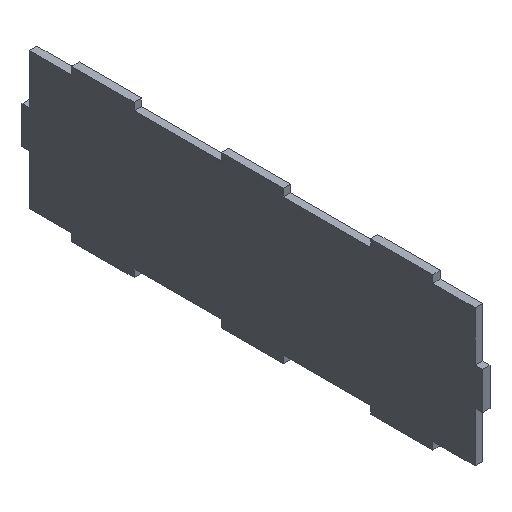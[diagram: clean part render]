
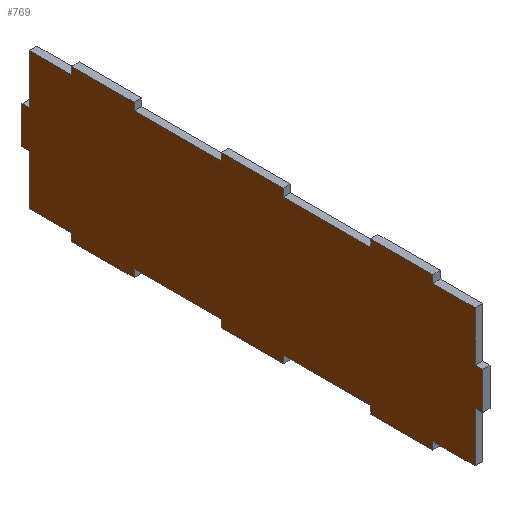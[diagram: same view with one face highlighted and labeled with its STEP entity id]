
A CAD part, isometric view. The second image highlights one B-rep face of the part: STEP entity #769.
In plain terms, the highlighted planar face has unit normal (-1, 0, 0).
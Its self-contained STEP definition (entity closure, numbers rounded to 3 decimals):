
#43=FACE_OUTER_BOUND('',#81,.T.);
#81=EDGE_LOOP('',(#631,#632,#633,#634,#635,#636,#637,#638,#639,#640,#641,
#642,#643,#644,#645,#646,#647,#648,#649,#650,#651,#652,#653,#654,#655,#656,
#657,#658,#659,#660,#661,#662,#663,#664,#665,#666));
#91=LINE('',#1021,#199);
#95=LINE('',#1029,#203);
#98=LINE('',#1035,#206);
#101=LINE('',#1042,#209);
#105=LINE('',#1050,#213);
#108=LINE('',#1056,#216);
#111=LINE('',#1063,#219);
#115=LINE('',#1071,#223);
#118=LINE('',#1078,#226);
#122=LINE('',#1086,#230);
#125=LINE('',#1091,#233);
#127=LINE('',#1094,#235);
#130=LINE('',#1098,#238);
#154=LINE('',#1147,#262);
#156=LINE('',#1152,#264);
#159=LINE('',#1158,#267);
#162=LINE('',#1162,#270);
#163=LINE('',#1166,#271);
#166=LINE('',#1172,#274);
#169=LINE('',#1176,#277);
#170=LINE('',#1180,#278);
#173=LINE('',#1185,#281);
#175=LINE('',#1190,#283);
#178=LINE('',#1195,#286);
#180=LINE('',#1198,#288);
#181=LINE('',#1200,#289);
#182=LINE('',#1202,#290);
#183=LINE('',#1205,#291);
#184=LINE('',#1207,#292);
#185=LINE('',#1209,#293);
#186=LINE('',#1211,#294);
#187=LINE('',#1212,#295);
#188=LINE('',#1214,#296);
#189=LINE('',#1216,#297);
#190=LINE('',#1218,#298);
#191=LINE('',#1219,#299);
#199=VECTOR('',#835,10.);
#203=VECTOR('',#841,10.);
#206=VECTOR('',#846,10.);
#209=VECTOR('',#851,10.);
#213=VECTOR('',#857,10.);
#216=VECTOR('',#862,10.);
#219=VECTOR('',#867,10.);
#223=VECTOR('',#873,10.);
#226=VECTOR('',#878,10.);
#230=VECTOR('',#884,10.);
#233=VECTOR('',#889,10.);
#235=VECTOR('',#893,10.);
#238=VECTOR('',#898,10.);
#262=VECTOR('',#926,10.);
#264=VECTOR('',#930,10.);
#267=VECTOR('',#935,10.);
#270=VECTOR('',#940,10.);
#271=VECTOR('',#943,10.);
#274=VECTOR('',#948,10.);
#277=VECTOR('',#953,10.);
#278=VECTOR('',#956,10.);
#281=VECTOR('',#961,10.);
#283=VECTOR('',#965,10.);
#286=VECTOR('',#970,10.);
#288=VECTOR('',#974,10.);
#289=VECTOR('',#977,10.);
#290=VECTOR('',#980,10.);
#291=VECTOR('',#983,10.);
#292=VECTOR('',#984,10.);
#293=VECTOR('',#985,10.);
#294=VECTOR('',#986,10.);
#295=VECTOR('',#987,10.);
#296=VECTOR('',#988,10.);
#297=VECTOR('',#989,10.);
#298=VECTOR('',#990,10.);
#299=VECTOR('',#991,10.);
#307=VERTEX_POINT('',#1019);
#308=VERTEX_POINT('',#1020);
#311=VERTEX_POINT('',#1028);
#313=VERTEX_POINT('',#1034);
#315=VERTEX_POINT('',#1040);
#316=VERTEX_POINT('',#1041);
#319=VERTEX_POINT('',#1049);
#321=VERTEX_POINT('',#1055);
#323=VERTEX_POINT('',#1061);
#324=VERTEX_POINT('',#1062);
#327=VERTEX_POINT('',#1070);
#329=VERTEX_POINT('',#1076);
#330=VERTEX_POINT('',#1077);
#333=VERTEX_POINT('',#1085);
#357=VERTEX_POINT('',#1146);
#358=VERTEX_POINT('',#1150);
#359=VERTEX_POINT('',#1151);
#360=VERTEX_POINT('',#1156);
#361=VERTEX_POINT('',#1157);
#362=VERTEX_POINT('',#1164);
#363=VERTEX_POINT('',#1165);
#364=VERTEX_POINT('',#1170);
#365=VERTEX_POINT('',#1171);
#366=VERTEX_POINT('',#1178);
#367=VERTEX_POINT('',#1179);
#368=VERTEX_POINT('',#1184);
#369=VERTEX_POINT('',#1188);
#370=VERTEX_POINT('',#1189);
#371=VERTEX_POINT('',#1194);
#372=VERTEX_POINT('',#1204);
#373=VERTEX_POINT('',#1206);
#374=VERTEX_POINT('',#1208);
#375=VERTEX_POINT('',#1210);
#376=VERTEX_POINT('',#1213);
#377=VERTEX_POINT('',#1215);
#378=VERTEX_POINT('',#1217);
#379=EDGE_CURVE('',#307,#308,#91,.T.);
#383=EDGE_CURVE('',#311,#307,#95,.T.);
#386=EDGE_CURVE('',#313,#311,#98,.T.);
#389=EDGE_CURVE('',#315,#316,#101,.T.);
#393=EDGE_CURVE('',#319,#315,#105,.T.);
#396=EDGE_CURVE('',#321,#319,#108,.T.);
#399=EDGE_CURVE('',#323,#324,#111,.T.);
#403=EDGE_CURVE('',#324,#327,#115,.T.);
#406=EDGE_CURVE('',#329,#330,#118,.T.);
#410=EDGE_CURVE('',#333,#329,#122,.T.);
#413=EDGE_CURVE('',#330,#321,#125,.T.);
#415=EDGE_CURVE('',#316,#313,#127,.T.);
#418=EDGE_CURVE('',#308,#323,#130,.T.);
#442=EDGE_CURVE('',#357,#333,#154,.T.);
#444=EDGE_CURVE('',#358,#359,#156,.T.);
#447=EDGE_CURVE('',#360,#361,#159,.T.);
#450=EDGE_CURVE('',#361,#358,#162,.T.);
#451=EDGE_CURVE('',#362,#363,#163,.T.);
#454=EDGE_CURVE('',#364,#365,#166,.T.);
#457=EDGE_CURVE('',#365,#362,#169,.T.);
#458=EDGE_CURVE('',#366,#367,#170,.T.);
#461=EDGE_CURVE('',#368,#366,#173,.T.);
#463=EDGE_CURVE('',#369,#370,#175,.T.);
#466=EDGE_CURVE('',#371,#369,#178,.T.);
#468=EDGE_CURVE('',#363,#371,#180,.T.);
#469=EDGE_CURVE('',#359,#364,#181,.T.);
#470=EDGE_CURVE('',#367,#360,#182,.T.);
#471=EDGE_CURVE('',#327,#372,#183,.T.);
#472=EDGE_CURVE('',#372,#373,#184,.T.);
#473=EDGE_CURVE('',#373,#374,#185,.T.);
#474=EDGE_CURVE('',#374,#375,#186,.T.);
#475=EDGE_CURVE('',#375,#368,#187,.T.);
#476=EDGE_CURVE('',#370,#376,#188,.T.);
#477=EDGE_CURVE('',#376,#377,#189,.T.);
#478=EDGE_CURVE('',#377,#378,#190,.T.);
#479=EDGE_CURVE('',#378,#357,#191,.T.);
#631=ORIENTED_EDGE('',*,*,#379,.T.);
#632=ORIENTED_EDGE('',*,*,#418,.T.);
#633=ORIENTED_EDGE('',*,*,#399,.T.);
#634=ORIENTED_EDGE('',*,*,#403,.T.);
#635=ORIENTED_EDGE('',*,*,#471,.T.);
#636=ORIENTED_EDGE('',*,*,#472,.T.);
#637=ORIENTED_EDGE('',*,*,#473,.T.);
#638=ORIENTED_EDGE('',*,*,#474,.T.);
#639=ORIENTED_EDGE('',*,*,#475,.T.);
#640=ORIENTED_EDGE('',*,*,#461,.T.);
#641=ORIENTED_EDGE('',*,*,#458,.T.);
#642=ORIENTED_EDGE('',*,*,#470,.T.);
#643=ORIENTED_EDGE('',*,*,#447,.T.);
#644=ORIENTED_EDGE('',*,*,#450,.T.);
#645=ORIENTED_EDGE('',*,*,#444,.T.);
#646=ORIENTED_EDGE('',*,*,#469,.T.);
#647=ORIENTED_EDGE('',*,*,#454,.T.);
#648=ORIENTED_EDGE('',*,*,#457,.T.);
#649=ORIENTED_EDGE('',*,*,#451,.T.);
#650=ORIENTED_EDGE('',*,*,#468,.T.);
#651=ORIENTED_EDGE('',*,*,#466,.T.);
#652=ORIENTED_EDGE('',*,*,#463,.T.);
#653=ORIENTED_EDGE('',*,*,#476,.T.);
#654=ORIENTED_EDGE('',*,*,#477,.T.);
#655=ORIENTED_EDGE('',*,*,#478,.T.);
#656=ORIENTED_EDGE('',*,*,#479,.T.);
#657=ORIENTED_EDGE('',*,*,#442,.T.);
#658=ORIENTED_EDGE('',*,*,#410,.T.);
#659=ORIENTED_EDGE('',*,*,#406,.T.);
#660=ORIENTED_EDGE('',*,*,#413,.T.);
#661=ORIENTED_EDGE('',*,*,#396,.T.);
#662=ORIENTED_EDGE('',*,*,#393,.T.);
#663=ORIENTED_EDGE('',*,*,#389,.T.);
#664=ORIENTED_EDGE('',*,*,#415,.T.);
#665=ORIENTED_EDGE('',*,*,#386,.T.);
#666=ORIENTED_EDGE('',*,*,#383,.T.);
#731=PLANE('',#821);
#769=ADVANCED_FACE('',(#43),#731,.F.);
#821=AXIS2_PLACEMENT_3D('',#1203,#981,#982);
#835=DIRECTION('',(0.,0.,1.));
#841=DIRECTION('',(0.,1.,0.));
#846=DIRECTION('',(0.,0.,-1.));
#851=DIRECTION('',(0.,0.,1.));
#857=DIRECTION('',(0.,1.,0.));
#862=DIRECTION('',(0.,0.,-1.));
#867=DIRECTION('',(0.,0.,-1.));
#873=DIRECTION('',(0.,1.,0.));
#878=DIRECTION('',(0.,0.,1.));
#884=DIRECTION('',(0.,1.,0.));
#889=DIRECTION('',(0.,1.,0.));
#893=DIRECTION('',(0.,1.,0.));
#898=DIRECTION('',(0.,1.,0.));
#926=DIRECTION('',(0.,0.,1.));
#930=DIRECTION('',(0.,0.,-1.));
#935=DIRECTION('',(0.,0.,1.));
#940=DIRECTION('',(0.,-1.,0.));
#943=DIRECTION('',(0.,0.,-1.));
#948=DIRECTION('',(0.,0.,1.));
#953=DIRECTION('',(0.,-1.,0.));
#956=DIRECTION('',(0.,0.,-1.));
#961=DIRECTION('',(0.,-1.,0.));
#965=DIRECTION('',(0.,-1.,0.));
#970=DIRECTION('',(0.,0.,1.));
#974=DIRECTION('',(0.,-1.,0.));
#977=DIRECTION('',(0.,-1.,0.));
#980=DIRECTION('',(0.,-1.,0.));
#981=DIRECTION('center_axis',(1.,0.,0.));
#982=DIRECTION('ref_axis',(0.,1.,0.));
#983=DIRECTION('',(0.,0.,-1.));
#984=DIRECTION('',(0.,1.,0.));
#985=DIRECTION('',(0.,0.,-1.));
#986=DIRECTION('',(0.,-1.,0.));
#987=DIRECTION('',(0.,0.,-1.));
#988=DIRECTION('',(0.,0.,1.));
#989=DIRECTION('',(0.,-1.,0.));
#990=DIRECTION('',(0.,0.,1.));
#991=DIRECTION('',(0.,1.,0.));
#1019=CARTESIAN_POINT('',(0.,47.5,27.5));
#1020=CARTESIAN_POINT('',(0.,47.5,30.5));
#1021=CARTESIAN_POINT('',(0.,47.5,13.75));
#1028=CARTESIAN_POINT('',(0.,12.5,27.5));
#1029=CARTESIAN_POINT('',(0.,6.25,27.5));
#1034=CARTESIAN_POINT('',(0.,12.5,30.5));
#1035=CARTESIAN_POINT('',(0.,12.5,15.25));
#1040=CARTESIAN_POINT('',(0.,-12.5,27.5));
#1041=CARTESIAN_POINT('',(0.,-12.5,30.5));
#1042=CARTESIAN_POINT('',(0.,-12.5,13.75));
#1049=CARTESIAN_POINT('',(0.,-47.5,27.5));
#1050=CARTESIAN_POINT('',(0.,-23.75,27.5));
#1055=CARTESIAN_POINT('',(0.,-47.5,30.5));
#1056=CARTESIAN_POINT('',(0.,-47.5,15.25));
#1061=CARTESIAN_POINT('',(0.,72.5,30.5));
#1062=CARTESIAN_POINT('',(0.,72.5,27.5));
#1063=CARTESIAN_POINT('',(0.,72.5,15.25));
#1070=CARTESIAN_POINT('',(0.,89.5,27.5));
#1071=CARTESIAN_POINT('',(0.,36.25,27.5));
#1076=CARTESIAN_POINT('',(0.,-72.5,27.5));
#1077=CARTESIAN_POINT('',(0.,-72.5,30.5));
#1078=CARTESIAN_POINT('',(0.,-72.5,13.75));
#1085=CARTESIAN_POINT('',(0.,-89.5,27.5));
#1086=CARTESIAN_POINT('',(0.,-44.75,27.5));
#1091=CARTESIAN_POINT('',(0.,-92.5,30.5));
#1094=CARTESIAN_POINT('',(0.,-92.5,30.5));
#1098=CARTESIAN_POINT('',(0.,-92.5,30.5));
#1146=CARTESIAN_POINT('',(0.,-89.5,7.5));
#1147=CARTESIAN_POINT('',(0.,-89.5,15.25));
#1150=CARTESIAN_POINT('',(0.,12.5,-27.5));
#1151=CARTESIAN_POINT('',(0.,12.5,-30.5));
#1152=CARTESIAN_POINT('',(0.,12.5,-15.25));
#1156=CARTESIAN_POINT('',(0.,47.5,-30.5));
#1157=CARTESIAN_POINT('',(0.,47.5,-27.5));
#1158=CARTESIAN_POINT('',(0.,47.5,-13.75));
#1162=CARTESIAN_POINT('',(0.,6.25,-27.5));
#1164=CARTESIAN_POINT('',(0.,-47.5,-27.5));
#1165=CARTESIAN_POINT('',(0.,-47.5,-30.5));
#1166=CARTESIAN_POINT('',(0.,-47.5,-15.25));
#1170=CARTESIAN_POINT('',(0.,-12.5,-30.5));
#1171=CARTESIAN_POINT('',(0.,-12.5,-27.5));
#1172=CARTESIAN_POINT('',(0.,-12.5,-13.75));
#1176=CARTESIAN_POINT('',(0.,-23.75,-27.5));
#1178=CARTESIAN_POINT('',(0.,72.5,-27.5));
#1179=CARTESIAN_POINT('',(0.,72.5,-30.5));
#1180=CARTESIAN_POINT('',(0.,72.5,-15.25));
#1184=CARTESIAN_POINT('',(0.,89.5,-27.5));
#1185=CARTESIAN_POINT('',(0.,36.25,-27.5));
#1188=CARTESIAN_POINT('',(0.,-72.5,-27.5));
#1189=CARTESIAN_POINT('',(0.,-89.5,-27.5));
#1190=CARTESIAN_POINT('',(0.,-44.75,-27.5));
#1194=CARTESIAN_POINT('',(0.,-72.5,-30.5));
#1195=CARTESIAN_POINT('',(0.,-72.5,-13.75));
#1198=CARTESIAN_POINT('',(0.,92.5,-30.5));
#1200=CARTESIAN_POINT('',(0.,92.5,-30.5));
#1202=CARTESIAN_POINT('',(0.,92.5,-30.5));
#1203=CARTESIAN_POINT('Origin',(0.,0.,0.));
#1204=CARTESIAN_POINT('',(0.,89.5,7.5));
#1205=CARTESIAN_POINT('',(0.,89.5,15.25));
#1206=CARTESIAN_POINT('',(0.,92.5,7.5));
#1207=CARTESIAN_POINT('',(0.,44.75,7.5));
#1208=CARTESIAN_POINT('',(0.,92.5,-7.5));
#1209=CARTESIAN_POINT('',(0.,92.5,30.5));
#1210=CARTESIAN_POINT('',(0.,89.5,-7.5));
#1211=CARTESIAN_POINT('',(0.,46.25,-7.5));
#1212=CARTESIAN_POINT('',(0.,89.5,-3.75));
#1213=CARTESIAN_POINT('',(0.,-89.5,-7.5));
#1214=CARTESIAN_POINT('',(0.,-89.5,-3.75));
#1215=CARTESIAN_POINT('',(0.,-92.5,-7.5));
#1216=CARTESIAN_POINT('',(0.,-46.25,-7.5));
#1217=CARTESIAN_POINT('',(0.,-92.5,7.5));
#1218=CARTESIAN_POINT('',(0.,-92.5,-30.5));
#1219=CARTESIAN_POINT('',(0.,-44.75,7.5));
